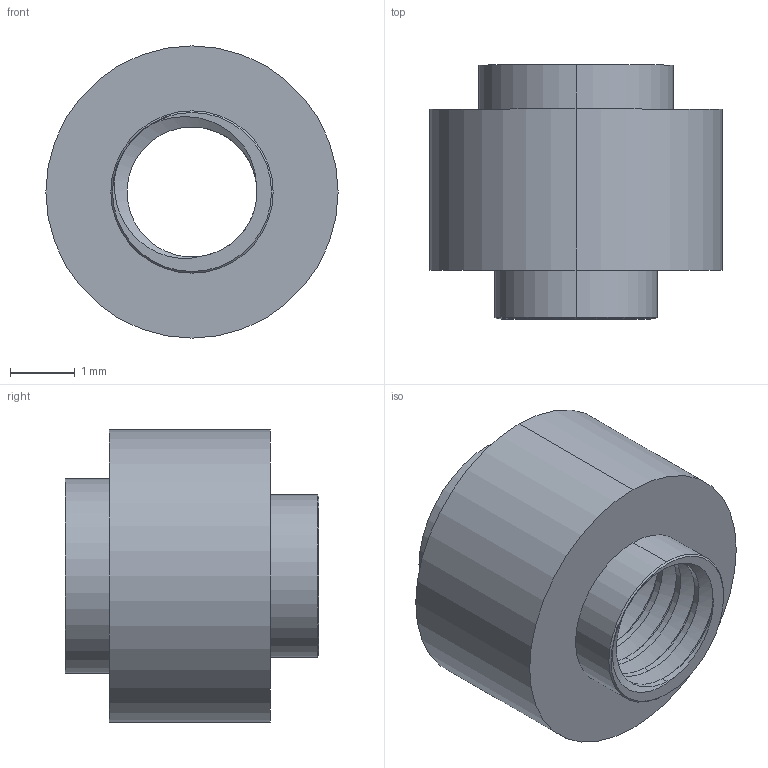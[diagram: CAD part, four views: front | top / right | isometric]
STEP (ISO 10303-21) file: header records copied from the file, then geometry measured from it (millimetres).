
FILE_DESCRIPTION (( 'STEP AP214' ), '1' );
FILE_NAME ('SM3ZS067U410-NUT1-R1200.STEP', '2022-03-18T06:22:20', ( '' ), ( '' ), 'SwSTEP 2.0', 'SolidWorks 2017', '' );
FILE_SCHEMA (( 'AUTOMOTIVE_DESIGN' ));
Length unit declared in the file: millimetre
Products named in the file (1): SM3ZS067U410-NUT1-R1200
Bounding box: 4.5 x 3.91 x 4.5 mm (x, y, z)
Volume: 33.1 mm3; surface area: 115.4 mm2
Topology: 1 solids, 1 shells, 36 faces, 93 edges, 61 vertices
Faces by surface type: cylinder 27, plane 4, bspline 3, cone 2
Entity records: 3383 total; most frequent: CARTESIAN_POINT 2600, ORIENTED_EDGE 186, DIRECTION 128, EDGE_CURVE 93, VERTEX_POINT 61, AXIS2_PLACEMENT_3D 50, EDGE_LOOP 40, ADVANCED_FACE 36
